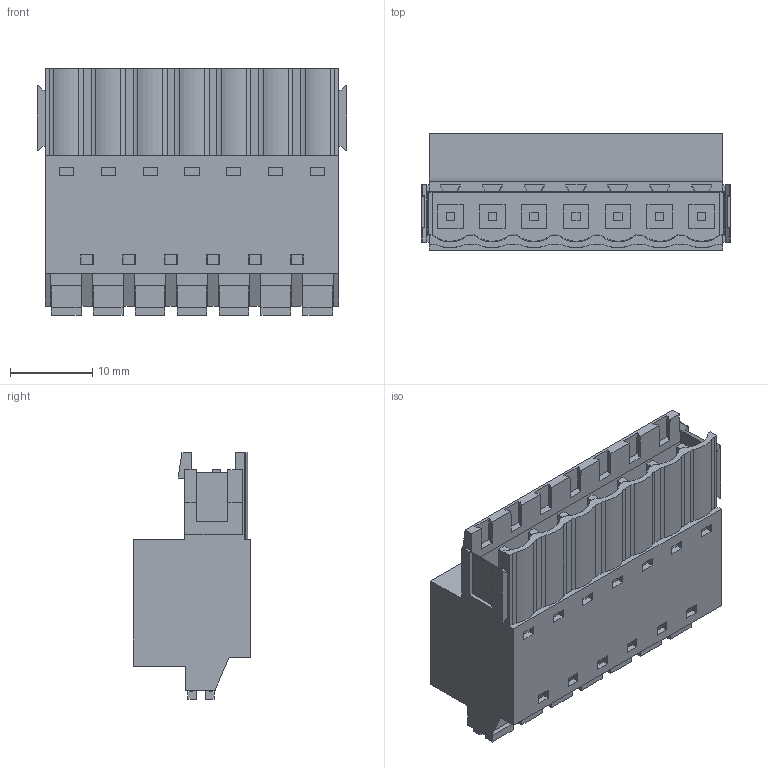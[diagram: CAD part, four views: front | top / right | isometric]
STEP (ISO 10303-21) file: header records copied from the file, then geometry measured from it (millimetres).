
FILE_DESCRIPTION(('CATIA V5 STEP Exchange','CAx-IF Rec.Pracs.--- Model Styling and Organization---1.4--- 2014-01-23'),'2;1');
FILE_NAME ('D1521766_0_1335490000_1335490000.stp','2021-09-20T08:40:39+00:00',('none'),('Weidmueller'),'CATIA Version 5-6 Release 2016 SP3 HF44','CATIA V5 STEP AP214','none');
FILE_SCHEMA(('AUTOMOTIVE_DESIGN { 1 0 10303 214 1 1 1 1 }'));
Length unit declared in the file: millimetre
Products named in the file (1): 1335490000
Bounding box: 37.51 x 14.2 x 29.93 mm (x, y, z)
Volume: 7910.4 mm3; surface area: 7256.9 mm2
Topology: 15 solids, 15 shells, 715 faces, 1894 edges, 1242 vertices
Faces by surface type: plane 638, cylinder 63, extrusion 14
Entity records: 21000 total; most frequent: CARTESIAN_POINT 4399, ORIENTED_EDGE 3788, DIRECTION 2692, EDGE_CURVE 1894, VECTOR 1759, LINE 1745, VERTEX_POINT 1242, EDGE_LOOP 786
